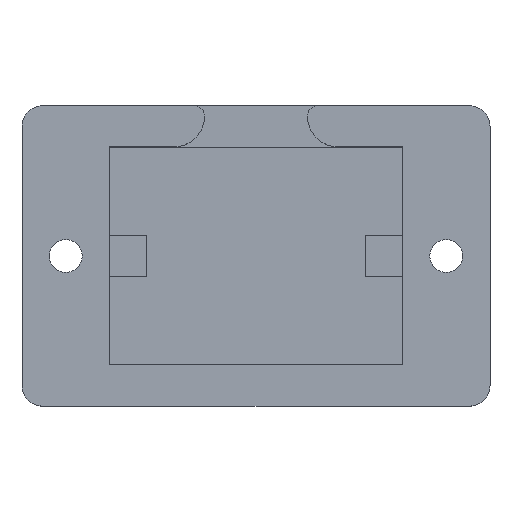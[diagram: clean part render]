
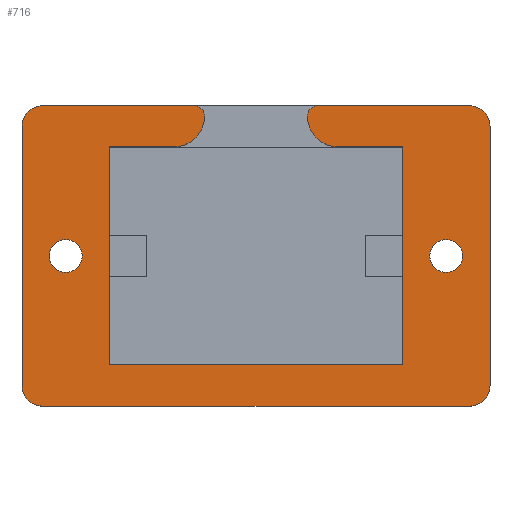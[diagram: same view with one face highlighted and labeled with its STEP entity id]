
A CAD part, top view. The second image highlights one B-rep face of the part: STEP entity #716.
In plain terms, the highlighted planar face has unit normal (0, 0, 1).
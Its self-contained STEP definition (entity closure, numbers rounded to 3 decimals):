
#28=FACE_BOUND('',#127,.T.);
#29=FACE_BOUND('',#128,.T.);
#30=CIRCLE('',#771,1.);
#32=CIRCLE('',#774,2.);
#33=CIRCLE('',#775,2.);
#34=CIRCLE('',#776,2.);
#35=CIRCLE('',#777,2.);
#36=CIRCLE('',#778,1.);
#37=CIRCLE('',#779,3.);
#38=CIRCLE('',#780,3.);
#39=CIRCLE('',#781,1.6);
#40=CIRCLE('',#782,1.6);
#86=FACE_OUTER_BOUND('',#126,.T.);
#126=EDGE_LOOP('',(#525,#526,#527,#528,#529,#530,#531,#532,#533,#534,#535,
#536,#537,#538,#539,#540,#541,#542));
#127=EDGE_LOOP('',(#543));
#128=EDGE_LOOP('',(#544));
#170=LINE('',#1083,#242);
#186=LINE('',#1116,#258);
#191=LINE('',#1131,#263);
#192=LINE('',#1135,#264);
#193=LINE('',#1139,#265);
#194=LINE('',#1143,#266);
#195=LINE('',#1147,#267);
#196=LINE('',#1152,#268);
#197=LINE('',#1153,#269);
#198=LINE('',#1155,#270);
#242=VECTOR('',#859,10.);
#258=VECTOR('',#885,10.);
#263=VECTOR('',#898,10.);
#264=VECTOR('',#901,10.);
#265=VECTOR('',#904,10.);
#266=VECTOR('',#907,10.);
#267=VECTOR('',#910,10.);
#268=VECTOR('',#915,10.);
#269=VECTOR('',#916,10.);
#270=VECTOR('',#917,10.);
#310=VERTEX_POINT('',#1080);
#311=VERTEX_POINT('',#1082);
#322=VERTEX_POINT('',#1113);
#323=VERTEX_POINT('',#1115);
#325=VERTEX_POINT('',#1121);
#326=VERTEX_POINT('',#1122);
#329=VERTEX_POINT('',#1130);
#330=VERTEX_POINT('',#1132);
#331=VERTEX_POINT('',#1134);
#332=VERTEX_POINT('',#1136);
#333=VERTEX_POINT('',#1138);
#334=VERTEX_POINT('',#1140);
#335=VERTEX_POINT('',#1142);
#336=VERTEX_POINT('',#1144);
#337=VERTEX_POINT('',#1146);
#338=VERTEX_POINT('',#1148);
#339=VERTEX_POINT('',#1150);
#340=VERTEX_POINT('',#1154);
#341=VERTEX_POINT('',#1157);
#342=VERTEX_POINT('',#1159);
#380=EDGE_CURVE('',#311,#310,#170,.T.);
#396=EDGE_CURVE('',#323,#322,#186,.T.);
#399=EDGE_CURVE('',#325,#326,#30,.T.);
#403=EDGE_CURVE('',#329,#325,#191,.T.);
#404=EDGE_CURVE('',#330,#329,#32,.T.);
#405=EDGE_CURVE('',#331,#330,#192,.T.);
#406=EDGE_CURVE('',#332,#331,#33,.T.);
#407=EDGE_CURVE('',#333,#332,#193,.T.);
#408=EDGE_CURVE('',#334,#333,#34,.T.);
#409=EDGE_CURVE('',#335,#334,#194,.T.);
#410=EDGE_CURVE('',#336,#335,#35,.T.);
#411=EDGE_CURVE('',#337,#336,#195,.T.);
#412=EDGE_CURVE('',#338,#337,#36,.T.);
#413=EDGE_CURVE('',#339,#338,#37,.T.);
#414=EDGE_CURVE('',#339,#323,#196,.T.);
#415=EDGE_CURVE('',#322,#311,#197,.T.);
#416=EDGE_CURVE('',#310,#340,#198,.T.);
#417=EDGE_CURVE('',#326,#340,#38,.T.);
#418=EDGE_CURVE('',#341,#341,#39,.T.);
#419=EDGE_CURVE('',#342,#342,#40,.T.);
#525=ORIENTED_EDGE('',*,*,#399,.F.);
#526=ORIENTED_EDGE('',*,*,#403,.F.);
#527=ORIENTED_EDGE('',*,*,#404,.F.);
#528=ORIENTED_EDGE('',*,*,#405,.F.);
#529=ORIENTED_EDGE('',*,*,#406,.F.);
#530=ORIENTED_EDGE('',*,*,#407,.F.);
#531=ORIENTED_EDGE('',*,*,#408,.F.);
#532=ORIENTED_EDGE('',*,*,#409,.F.);
#533=ORIENTED_EDGE('',*,*,#410,.F.);
#534=ORIENTED_EDGE('',*,*,#411,.F.);
#535=ORIENTED_EDGE('',*,*,#412,.F.);
#536=ORIENTED_EDGE('',*,*,#413,.F.);
#537=ORIENTED_EDGE('',*,*,#414,.T.);
#538=ORIENTED_EDGE('',*,*,#396,.T.);
#539=ORIENTED_EDGE('',*,*,#415,.T.);
#540=ORIENTED_EDGE('',*,*,#380,.T.);
#541=ORIENTED_EDGE('',*,*,#416,.T.);
#542=ORIENTED_EDGE('',*,*,#417,.F.);
#543=ORIENTED_EDGE('',*,*,#418,.T.);
#544=ORIENTED_EDGE('',*,*,#419,.T.);
#695=PLANE('',#773);
#716=ADVANCED_FACE('',(#86,#28,#29),#695,.T.);
#771=AXIS2_PLACEMENT_3D('',#1123,#890,#891);
#773=AXIS2_PLACEMENT_3D('',#1129,#896,#897);
#774=AXIS2_PLACEMENT_3D('',#1133,#899,#900);
#775=AXIS2_PLACEMENT_3D('',#1137,#902,#903);
#776=AXIS2_PLACEMENT_3D('',#1141,#905,#906);
#777=AXIS2_PLACEMENT_3D('',#1145,#908,#909);
#778=AXIS2_PLACEMENT_3D('',#1149,#911,#912);
#779=AXIS2_PLACEMENT_3D('',#1151,#913,#914);
#780=AXIS2_PLACEMENT_3D('',#1156,#918,#919);
#781=AXIS2_PLACEMENT_3D('',#1158,#920,#921);
#782=AXIS2_PLACEMENT_3D('',#1160,#922,#923);
#859=DIRECTION('',(0.,1.,0.));
#885=DIRECTION('',(0.,-1.,0.));
#890=DIRECTION('center_axis',(0.,0.,-1.));
#891=DIRECTION('ref_axis',(0.707,0.707,0.));
#896=DIRECTION('center_axis',(0.,0.,1.));
#897=DIRECTION('ref_axis',(1.,0.,0.));
#898=DIRECTION('',(1.,0.,0.));
#899=DIRECTION('center_axis',(0.,0.,-1.));
#900=DIRECTION('ref_axis',(-0.707,0.707,0.));
#901=DIRECTION('',(0.,1.,0.));
#902=DIRECTION('center_axis',(0.,0.,-1.));
#903=DIRECTION('ref_axis',(-0.707,-0.707,0.));
#904=DIRECTION('',(-1.,0.,0.));
#905=DIRECTION('center_axis',(0.,0.,-1.));
#906=DIRECTION('ref_axis',(0.707,-0.707,0.));
#907=DIRECTION('',(0.,-1.,0.));
#908=DIRECTION('center_axis',(0.,0.,-1.));
#909=DIRECTION('ref_axis',(0.707,0.707,0.));
#910=DIRECTION('',(1.,0.,0.));
#911=DIRECTION('center_axis',(0.,0.,-1.));
#912=DIRECTION('ref_axis',(-0.707,0.707,0.));
#913=DIRECTION('center_axis',(0.,0.,-1.));
#914=DIRECTION('ref_axis',(-0.707,-0.707,0.));
#915=DIRECTION('',(1.,0.,0.));
#916=DIRECTION('',(-1.,0.,0.));
#917=DIRECTION('',(1.,0.,0.));
#918=DIRECTION('center_axis',(0.,0.,-1.));
#919=DIRECTION('ref_axis',(0.707,-0.707,0.));
#920=DIRECTION('center_axis',(0.,0.,-1.));
#921=DIRECTION('ref_axis',(-1.,0.,0.));
#922=DIRECTION('center_axis',(0.,0.,-1.));
#923=DIRECTION('ref_axis',(-1.,0.,0.));
#1080=CARTESIAN_POINT('',(-14.25,10.6,0.));
#1082=CARTESIAN_POINT('',(-14.25,-10.6,0.));
#1083=CARTESIAN_POINT('',(-14.25,-10.6,0.));
#1113=CARTESIAN_POINT('',(14.25,-10.6,0.));
#1115=CARTESIAN_POINT('',(14.25,10.6,0.));
#1116=CARTESIAN_POINT('',(14.25,10.6,0.));
#1121=CARTESIAN_POINT('',(-6.,14.6,0.));
#1122=CARTESIAN_POINT('',(-5.,13.6,0.));
#1123=CARTESIAN_POINT('Origin',(-6.,13.6,0.));
#1129=CARTESIAN_POINT('Origin',(0.,0.,0.));
#1130=CARTESIAN_POINT('',(-20.75,14.6,0.));
#1131=CARTESIAN_POINT('',(-22.75,14.6,0.));
#1132=CARTESIAN_POINT('',(-22.75,12.6,0.));
#1133=CARTESIAN_POINT('Origin',(-20.75,12.6,0.));
#1134=CARTESIAN_POINT('',(-22.75,-12.6,0.));
#1135=CARTESIAN_POINT('',(-22.75,-14.6,0.));
#1136=CARTESIAN_POINT('',(-20.75,-14.6,0.));
#1137=CARTESIAN_POINT('Origin',(-20.75,-12.6,0.));
#1138=CARTESIAN_POINT('',(20.75,-14.6,0.));
#1139=CARTESIAN_POINT('',(22.75,-14.6,0.));
#1140=CARTESIAN_POINT('',(22.75,-12.6,0.));
#1141=CARTESIAN_POINT('Origin',(20.75,-12.6,0.));
#1142=CARTESIAN_POINT('',(22.75,12.6,0.));
#1143=CARTESIAN_POINT('',(22.75,14.6,0.));
#1144=CARTESIAN_POINT('',(20.75,14.6,0.));
#1145=CARTESIAN_POINT('Origin',(20.75,12.6,0.));
#1146=CARTESIAN_POINT('',(6.,14.6,0.));
#1147=CARTESIAN_POINT('',(-22.75,14.6,0.));
#1148=CARTESIAN_POINT('',(5.,13.6,0.));
#1149=CARTESIAN_POINT('Origin',(6.,13.6,0.));
#1150=CARTESIAN_POINT('',(8.,10.6,0.));
#1151=CARTESIAN_POINT('Origin',(8.,13.6,0.));
#1152=CARTESIAN_POINT('',(-14.25,10.6,0.));
#1153=CARTESIAN_POINT('',(14.25,-10.6,0.));
#1154=CARTESIAN_POINT('',(-8.,10.6,0.));
#1155=CARTESIAN_POINT('',(-14.25,10.6,0.));
#1156=CARTESIAN_POINT('Origin',(-8.,13.6,0.));
#1157=CARTESIAN_POINT('',(-16.9,0.,0.));
#1158=CARTESIAN_POINT('Origin',(-18.5,0.,0.));
#1159=CARTESIAN_POINT('',(20.1,0.,0.));
#1160=CARTESIAN_POINT('Origin',(18.5,0.,0.));
